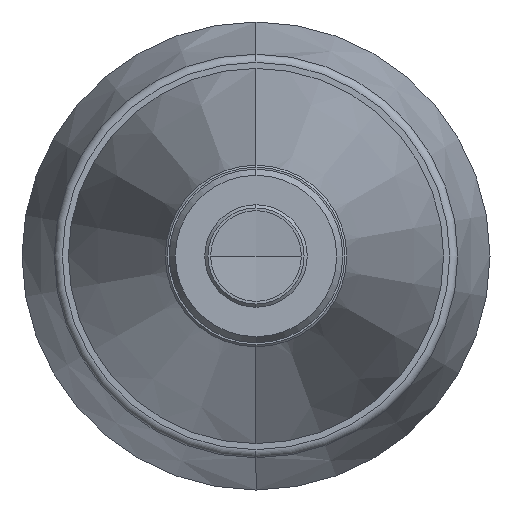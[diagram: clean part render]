
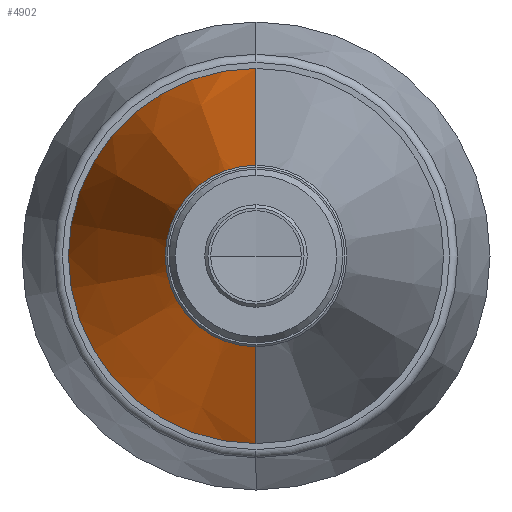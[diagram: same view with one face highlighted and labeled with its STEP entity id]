
A CAD part, left-side view. The second image highlights one B-rep face of the part: STEP entity #4902.
In plain terms, the highlighted conical face has half-angle 13.358 degrees and reference radius 46.5 mm.
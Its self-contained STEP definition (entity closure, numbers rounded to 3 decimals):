
#239 = CARTESIAN_POINT ( 'NONE',  ( 207.341, 0., -46.5 ) ) ;
#245 = DIRECTION ( 'NONE',  ( 1., 0., 0. ) ) ;
#292 = VERTEX_POINT ( 'NONE', #4979 ) ;
#413 = DIRECTION ( 'NONE',  ( 1., 0., 0. ) ) ;
#544 = VECTOR ( 'NONE', #4620, 1000. ) ;
#568 = EDGE_CURVE ( 'NONE', #2245, #292, #3690, .T. ) ;
#1061 = ORIENTED_EDGE ( 'NONE', *, *, #568, .T. ) ;
#1265 = ORIENTED_EDGE ( 'NONE', *, *, #4295, .T. ) ;
#1273 = AXIS2_PLACEMENT_3D ( 'NONE', #1639, #4394, #2040 ) ;
#1300 = ORIENTED_EDGE ( 'NONE', *, *, #2624, .F. ) ;
#1330 = DIRECTION ( 'NONE',  ( 0.973, 0., 0.231 ) ) ;
#1611 = VERTEX_POINT ( 'NONE', #4448 ) ;
#1626 = LINE ( 'NONE', #239, #544 ) ;
#1639 = CARTESIAN_POINT ( 'NONE',  ( 207.341, 0., 0. ) ) ;
#1658 = CARTESIAN_POINT ( 'NONE',  ( 207.341, 0., 0. ) ) ;
#2029 = EDGE_CURVE ( 'NONE', #1611, #2245, #2715, .T. ) ;
#2040 = DIRECTION ( 'NONE',  ( 0., 0., 1. ) ) ;
#2171 = AXIS2_PLACEMENT_3D ( 'NONE', #2647, #245, #3042 ) ;
#2189 = FACE_OUTER_BOUND ( 'NONE', #3004, .T. ) ;
#2245 = VERTEX_POINT ( 'NONE', #4752 ) ;
#2624 = EDGE_CURVE ( 'NONE', #1611, #3174, #1626, .T. ) ;
#2644 = VECTOR ( 'NONE', #1330, 1000. ) ;
#2647 = CARTESIAN_POINT ( 'NONE',  ( 93.392, 0., 0. ) ) ;
#2715 = CIRCLE ( 'NONE', #2171, 19.441 ) ;
#2758 = CONICAL_SURFACE ( 'NONE', #4146, 46.5, 0.233 ) ;
#3004 = EDGE_LOOP ( 'NONE', ( #4671, #1061, #1265, #1300 ) ) ;
#3042 = DIRECTION ( 'NONE',  ( 0., 0., -1. ) ) ;
#3174 = VERTEX_POINT ( 'NONE', #4195 ) ;
#3252 = DIRECTION ( 'NONE',  ( 0., 0., -1. ) ) ;
#3690 = LINE ( 'NONE', #3698, #2644 ) ;
#3698 = CARTESIAN_POINT ( 'NONE',  ( 207.341, 0., 46.5 ) ) ;
#4146 = AXIS2_PLACEMENT_3D ( 'NONE', #1658, #413, #3252 ) ;
#4195 = CARTESIAN_POINT ( 'NONE',  ( 207.341, 0., -46.5 ) ) ;
#4295 = EDGE_CURVE ( 'NONE', #292, #3174, #4299, .T. ) ;
#4299 = CIRCLE ( 'NONE', #1273, 46.5 ) ;
#4394 = DIRECTION ( 'NONE',  ( -1., 0., 0. ) ) ;
#4448 = CARTESIAN_POINT ( 'NONE',  ( 93.392, 0., -19.441 ) ) ;
#4620 = DIRECTION ( 'NONE',  ( 0.973, 0., -0.231 ) ) ;
#4671 = ORIENTED_EDGE ( 'NONE', *, *, #2029, .T. ) ;
#4752 = CARTESIAN_POINT ( 'NONE',  ( 93.392, 0., 19.441 ) ) ;
#4902 = ADVANCED_FACE ( 'NONE', ( #2189 ), #2758, .T. ) ;
#4979 = CARTESIAN_POINT ( 'NONE',  ( 207.341, 0., 46.5 ) ) ;
